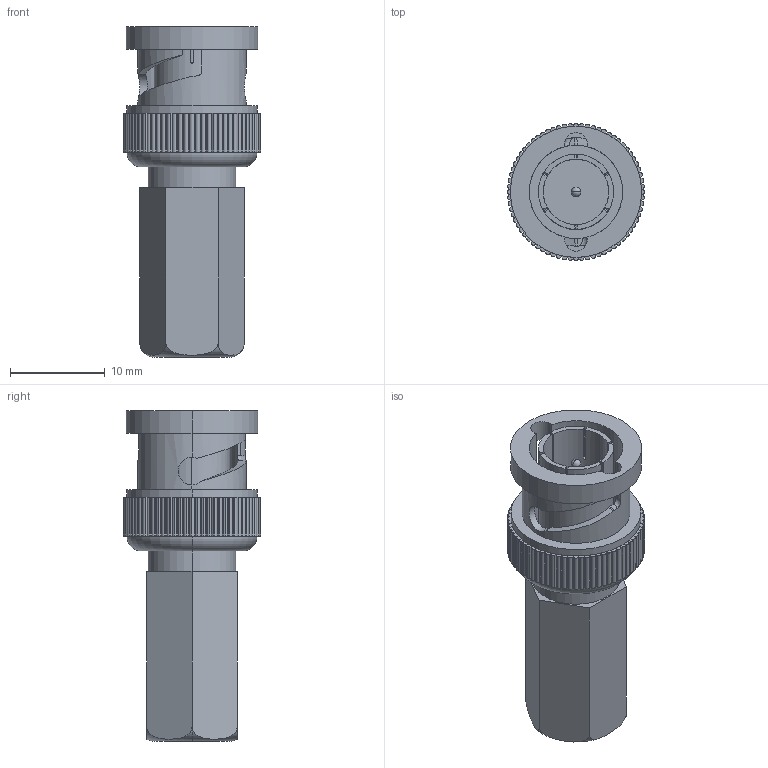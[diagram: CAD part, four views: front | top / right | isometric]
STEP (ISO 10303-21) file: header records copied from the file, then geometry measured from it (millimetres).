
FILE_DESCRIPTION (( 'STEP AP203' ), '1' );
FILE_NAME ('BAC024.STEP', '2006-06-30T19:28:21', ( ' ' ), ( ' ' ), 'SwSTEP 2.0', 'SolidWorks 2005354', '' );
FILE_SCHEMA (( 'CONFIG_CONTROL_DESIGN' ));
Length unit declared in the file: inch
Products named in the file (1): BAC024
Bounding box: 14.48 x 14.48 x 34.85 mm (x, y, z)
Volume: 2477.4 mm3; surface area: 2933.3 mm2
Topology: 1 solids, 1 shells, 389 faces, 1092 edges, 712 vertices
Faces by surface type: plane 187, cylinder 155, cone 33, bspline 8, torus 6
Entity records: 13867 total; most frequent: CARTESIAN_POINT 3670, ORIENTED_EDGE 2184, DIRECTION 2084, EDGE_CURVE 1092, VERTEX_POINT 712, AXIS2_PLACEMENT_3D 702, VECTOR 680, LINE 680
